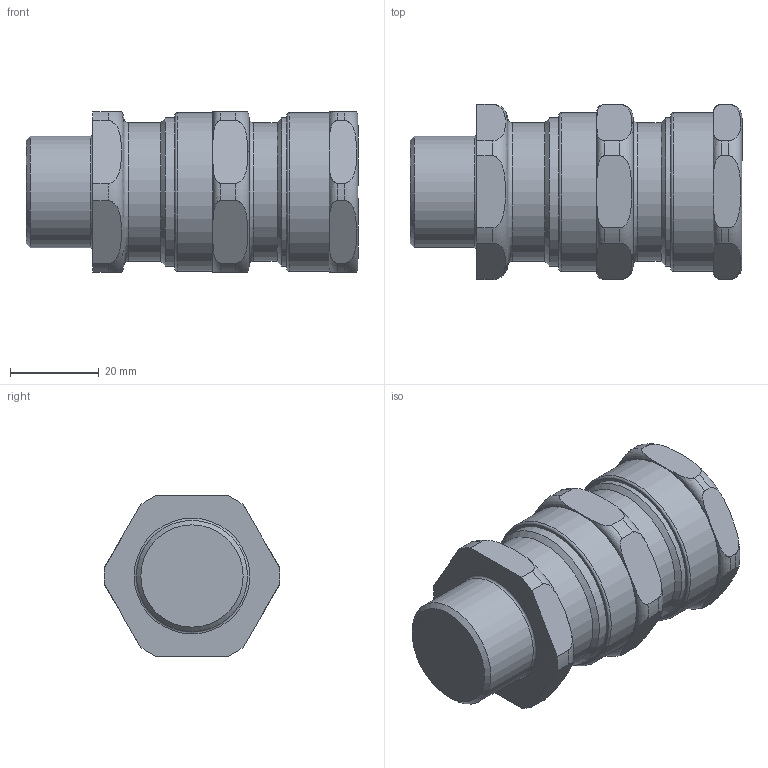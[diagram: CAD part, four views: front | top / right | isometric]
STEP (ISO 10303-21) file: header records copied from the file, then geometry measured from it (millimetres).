
FILE_DESCRIPTION(/* description */ (''),/* implementation_level */ '2;1');
FILE_NAME(/* name */ '501 423 B M25.stp',/* time_stamp */ '2020-10-07T18:56:32+05:00',/* author */ ('jgandhi'),/* organization */ (''),/* preprocessor_version */ 'ST-DEVELOPER v18',/* originating_system */ 'Autodesk Inventor 2020',/* authorisation */ '');
FILE_SCHEMA (('AUTOMOTIVE_DESIGN { 1 0 10303 214 3 1 1 }'));
Length unit declared in the file: millimetre
Products named in the file (1): 501 423 B M25
Bounding box: 74.67 x 39.49 x 36 mm (x, y, z)
Volume: 91364.1 mm3; surface area: 24740.6 mm2
Topology: 8 solids, 8 shells, 187 faces, 533 edges, 366 vertices
Faces by surface type: plane 77, torus 47, cylinder 42, cone 21
Full cylindrical faces by diameter (mm): 20.2 x2, 25 x1, 27.25 x2, 27.9 x4, 30.5 x2, 31.2 x2, 33.33 x1, 33.338 x1, 35.65 x2
Entity records: 7598 total; most frequent: CARTESIAN_POINT 2387, DIRECTION 1080, ORIENTED_EDGE 1066, EDGE_CURVE 533, AXIS2_PLACEMENT_3D 467, VERTEX_POINT 366, CIRCLE 279, EDGE_LOOP 195
